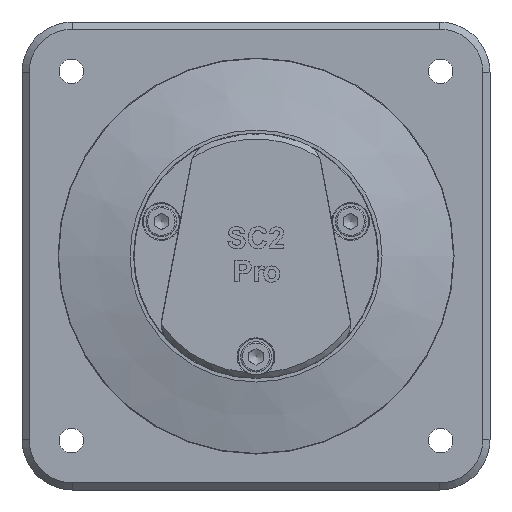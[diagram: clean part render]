
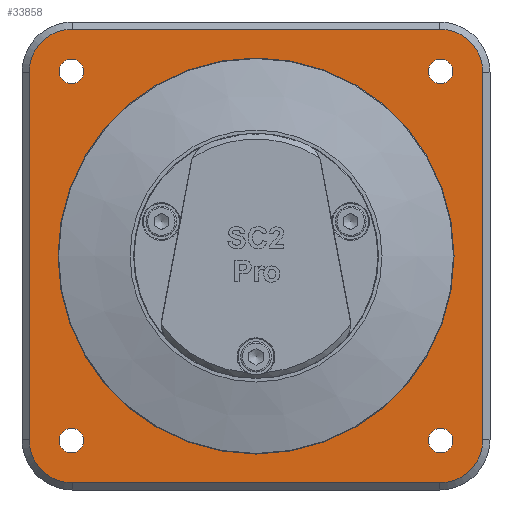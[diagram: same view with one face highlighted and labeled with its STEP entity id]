
A CAD part, front view. The second image highlights one B-rep face of the part: STEP entity #33858.
In plain terms, the highlighted planar face has unit normal (0, -1, 0).
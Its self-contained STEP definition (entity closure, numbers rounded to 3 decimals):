
#2742=FACE_BOUND('',#7167,.T.);
#2743=FACE_BOUND('',#7168,.T.);
#2744=FACE_BOUND('',#7169,.T.);
#2745=FACE_BOUND('',#7170,.T.);
#2746=FACE_BOUND('',#7171,.T.);
#3511=PLANE('',#35118);
#5218=FACE_OUTER_BOUND('',#7166,.T.);
#7166=EDGE_LOOP('',(#30537,#30538,#30539,#30540,#30541,#30542,#30543,#30544));
#7167=EDGE_LOOP('',(#30545));
#7168=EDGE_LOOP('',(#30546));
#7169=EDGE_LOOP('',(#30547));
#7170=EDGE_LOOP('',(#30548));
#7171=EDGE_LOOP('',(#30549));
#10111=LINE('',#61815,#13164);
#10115=LINE('',#61829,#13168);
#10118=LINE('',#61834,#13171);
#10121=LINE('',#61846,#13174);
#13164=VECTOR('',#39879,10.);
#13168=VECTOR('',#39897,10.);
#13171=VECTOR('',#39902,10.);
#13174=VECTOR('',#39919,10.);
#13648=CIRCLE('',#34982,55.);
#13706=CIRCLE('',#35092,3.39);
#13707=CIRCLE('',#35094,3.39);
#13708=CIRCLE('',#35096,3.39);
#13709=CIRCLE('',#35098,3.39);
#13710=CIRCLE('',#35101,12.);
#13712=CIRCLE('',#35104,12.);
#13714=CIRCLE('',#35109,12.);
#13716=CIRCLE('',#35112,12.);
#16550=VERTEX_POINT('',#61520);
#16639=VERTEX_POINT('',#61796);
#16640=VERTEX_POINT('',#61800);
#16641=VERTEX_POINT('',#61804);
#16642=VERTEX_POINT('',#61808);
#16643=VERTEX_POINT('',#61812);
#16644=VERTEX_POINT('',#61814);
#16645=VERTEX_POINT('',#61818);
#16646=VERTEX_POINT('',#61823);
#16647=VERTEX_POINT('',#61828);
#16648=VERTEX_POINT('',#61832);
#16649=VERTEX_POINT('',#61836);
#16650=VERTEX_POINT('',#61841);
#21210=EDGE_CURVE('',#16550,#16550,#13648,.T.);
#21345=EDGE_CURVE('',#16639,#16639,#13706,.F.);
#21347=EDGE_CURVE('',#16640,#16640,#13707,.F.);
#21349=EDGE_CURVE('',#16641,#16641,#13708,.F.);
#21351=EDGE_CURVE('',#16642,#16642,#13709,.F.);
#21353=EDGE_CURVE('',#16643,#16644,#10111,.T.);
#21355=EDGE_CURVE('',#16644,#16645,#13710,.T.);
#21359=EDGE_CURVE('',#16646,#16643,#13712,.T.);
#21361=EDGE_CURVE('',#16645,#16647,#10115,.T.);
#21364=EDGE_CURVE('',#16648,#16646,#10118,.T.);
#21365=EDGE_CURVE('',#16647,#16649,#13714,.T.);
#21369=EDGE_CURVE('',#16650,#16648,#13716,.T.);
#21371=EDGE_CURVE('',#16649,#16650,#10121,.T.);
#30537=ORIENTED_EDGE('',*,*,#21353,.F.);
#30538=ORIENTED_EDGE('',*,*,#21359,.F.);
#30539=ORIENTED_EDGE('',*,*,#21364,.F.);
#30540=ORIENTED_EDGE('',*,*,#21369,.F.);
#30541=ORIENTED_EDGE('',*,*,#21371,.F.);
#30542=ORIENTED_EDGE('',*,*,#21365,.F.);
#30543=ORIENTED_EDGE('',*,*,#21361,.F.);
#30544=ORIENTED_EDGE('',*,*,#21355,.F.);
#30545=ORIENTED_EDGE('',*,*,#21345,.T.);
#30546=ORIENTED_EDGE('',*,*,#21347,.T.);
#30547=ORIENTED_EDGE('',*,*,#21349,.T.);
#30548=ORIENTED_EDGE('',*,*,#21351,.T.);
#30549=ORIENTED_EDGE('',*,*,#21210,.T.);
#33858=ADVANCED_FACE('',(#5218,#2742,#2743,#2744,#2745,#2746),#3511,.F.);
#34982=AXIS2_PLACEMENT_3D('',#61522,#39562,#39563);
#35092=AXIS2_PLACEMENT_3D('',#61798,#39859,#39860);
#35094=AXIS2_PLACEMENT_3D('',#61802,#39864,#39865);
#35096=AXIS2_PLACEMENT_3D('',#61806,#39869,#39870);
#35098=AXIS2_PLACEMENT_3D('',#61810,#39874,#39875);
#35101=AXIS2_PLACEMENT_3D('',#61819,#39883,#39884);
#35104=AXIS2_PLACEMENT_3D('',#61825,#39891,#39892);
#35109=AXIS2_PLACEMENT_3D('',#61837,#39905,#39906);
#35112=AXIS2_PLACEMENT_3D('',#61843,#39913,#39914);
#35118=AXIS2_PLACEMENT_3D('',#61850,#39926,#39927);
#39562=DIRECTION('center_axis',(0.,1.,0.));
#39563=DIRECTION('ref_axis',(1.,0.,0.));
#39859=DIRECTION('center_axis',(0.,-1.,0.));
#39860=DIRECTION('ref_axis',(0.,0.,1.));
#39864=DIRECTION('center_axis',(0.,-1.,0.));
#39865=DIRECTION('ref_axis',(0.,0.,1.));
#39869=DIRECTION('center_axis',(0.,-1.,0.));
#39870=DIRECTION('ref_axis',(0.,0.,1.));
#39874=DIRECTION('center_axis',(0.,-1.,0.));
#39875=DIRECTION('ref_axis',(0.,0.,1.));
#39879=DIRECTION('',(1.,0.,0.));
#39883=DIRECTION('center_axis',(0.,1.,0.));
#39884=DIRECTION('ref_axis',(0.,0.,1.));
#39891=DIRECTION('center_axis',(0.,1.,0.));
#39892=DIRECTION('ref_axis',(-1.,0.,0.));
#39897=DIRECTION('',(0.,0.,-1.));
#39902=DIRECTION('',(0.,0.,1.));
#39905=DIRECTION('center_axis',(0.,1.,0.));
#39906=DIRECTION('ref_axis',(1.,0.,0.));
#39913=DIRECTION('center_axis',(0.,1.,0.));
#39914=DIRECTION('ref_axis',(0.,0.,-1.));
#39919=DIRECTION('',(-1.,0.,0.));
#39926=DIRECTION('center_axis',(0.,1.,0.));
#39927=DIRECTION('ref_axis',(1.,0.,0.));
#61520=CARTESIAN_POINT('',(-55.,-12.,0.));
#61522=CARTESIAN_POINT('Origin',(0.,-12.,0.));
#61796=CARTESIAN_POINT('',(51.265,-12.,47.875));
#61798=CARTESIAN_POINT('Origin',(51.265,-12.,51.265));
#61800=CARTESIAN_POINT('',(-51.265,-12.,-54.655));
#61802=CARTESIAN_POINT('Origin',(-51.265,-12.,-51.265));
#61804=CARTESIAN_POINT('',(51.265,-12.,-54.655));
#61806=CARTESIAN_POINT('Origin',(51.265,-12.,-51.265));
#61808=CARTESIAN_POINT('',(-51.265,-12.,47.875));
#61810=CARTESIAN_POINT('Origin',(-51.265,-12.,51.265));
#61812=CARTESIAN_POINT('',(-51.,-12.,63.));
#61814=CARTESIAN_POINT('',(51.,-12.,63.));
#61815=CARTESIAN_POINT('',(25.5,-12.,63.));
#61818=CARTESIAN_POINT('',(63.,-12.,51.));
#61819=CARTESIAN_POINT('Origin',(51.,-12.,51.));
#61823=CARTESIAN_POINT('',(-63.,-12.,51.));
#61825=CARTESIAN_POINT('Origin',(-51.,-12.,51.));
#61828=CARTESIAN_POINT('',(63.,-12.,-51.));
#61829=CARTESIAN_POINT('',(63.,-12.,-25.5));
#61832=CARTESIAN_POINT('',(-63.,-12.,-51.));
#61834=CARTESIAN_POINT('',(-63.,-12.,25.5));
#61836=CARTESIAN_POINT('',(51.,-12.,-63.));
#61837=CARTESIAN_POINT('Origin',(51.,-12.,-51.));
#61841=CARTESIAN_POINT('',(-51.,-12.,-63.));
#61843=CARTESIAN_POINT('Origin',(-51.,-12.,-51.));
#61846=CARTESIAN_POINT('',(-25.5,-12.,-63.));
#61850=CARTESIAN_POINT('Origin',(0.,-12.,0.));
